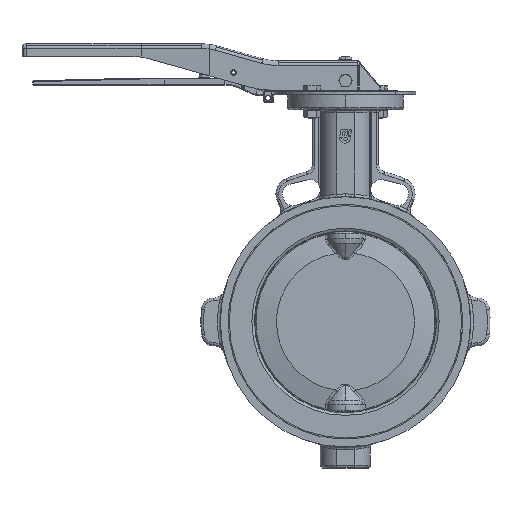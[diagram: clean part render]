
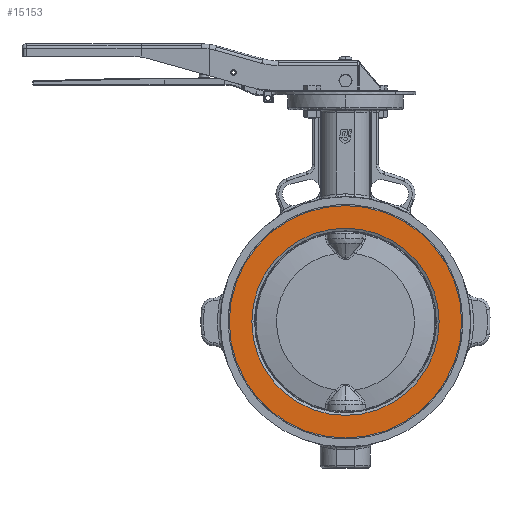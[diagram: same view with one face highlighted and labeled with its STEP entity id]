
A CAD part, left-side view. The second image highlights one B-rep face of the part: STEP entity #15153.
In plain terms, the highlighted planar face has unit normal (-1, 0, 0).
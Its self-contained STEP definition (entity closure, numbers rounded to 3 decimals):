
#13529=CARTESIAN_POINT('',(-30.1,-101.018,-0.));
#13530=VERTEX_POINT('',#13529);
#13537=CARTESIAN_POINT('',(-30.1,101.018,-0.));
#13538=VERTEX_POINT('',#13537);
#13539=CARTESIAN_POINT('',(-30.1,-0.,0.));
#13540=DIRECTION('',(1.,-0.,-0.));
#13541=DIRECTION('',(-0.,-1.,0.));
#13542=AXIS2_PLACEMENT_3D('',#13539,#13540,#13541);
#13543=CIRCLE('',#13542,101.018);
#13544=EDGE_CURVE('',#13538,#13530,#13543,.T.);
#15043=CARTESIAN_POINT('',(-30.1,-125.4,0.));
#15044=VERTEX_POINT('',#15043);
#15051=CARTESIAN_POINT('',(-30.1,125.4,-0.));
#15052=VERTEX_POINT('',#15051);
#15053=CARTESIAN_POINT('',(-30.1,-0.,0.));
#15054=DIRECTION('',(1.,-0.,0.));
#15055=DIRECTION('',(-0.,-1.,0.));
#15056=AXIS2_PLACEMENT_3D('',#15053,#15054,#15055);
#15057=CIRCLE('',#15056,125.4);
#15058=EDGE_CURVE('',#15044,#15052,#15057,.T.);
#15128=CARTESIAN_POINT('',(-30.1,-113.209,0.));
#15129=DIRECTION('',(-1.,0.,0.));
#15130=DIRECTION('',(0.,0.,-1.));
#15131=AXIS2_PLACEMENT_3D('',#15128,#15129,#15130);
#15132=PLANE('',#15131);
#15133=ORIENTED_EDGE('',*,*,#15058,.F.);
#15134=CARTESIAN_POINT('',(-30.1,-0.,0.));
#15135=DIRECTION('',(1.,-0.,0.));
#15136=DIRECTION('',(-0.,-1.,0.));
#15137=AXIS2_PLACEMENT_3D('',#15134,#15135,#15136);
#15138=CIRCLE('',#15137,125.4);
#15139=EDGE_CURVE('',#15052,#15044,#15138,.T.);
#15140=ORIENTED_EDGE('',*,*,#15139,.F.);
#15141=EDGE_LOOP('',(#15133,#15140));
#15142=FACE_BOUND('',#15141,.T.);
#15143=CARTESIAN_POINT('',(-30.1,-0.,0.));
#15144=DIRECTION('',(1.,-0.,-0.));
#15145=DIRECTION('',(-0.,-1.,0.));
#15146=AXIS2_PLACEMENT_3D('',#15143,#15144,#15145);
#15147=CIRCLE('',#15146,101.018);
#15148=EDGE_CURVE('',#13530,#13538,#15147,.T.);
#15149=ORIENTED_EDGE('',*,*,#15148,.T.);
#15150=ORIENTED_EDGE('',*,*,#13544,.T.);
#15151=EDGE_LOOP('',(#15149,#15150));
#15152=FACE_BOUND('',#15151,.T.);
#15153=ADVANCED_FACE('',(#15142,#15152),#15132,.T.);
